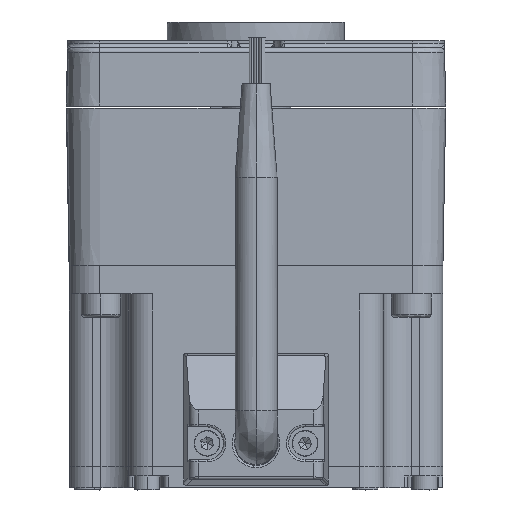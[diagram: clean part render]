
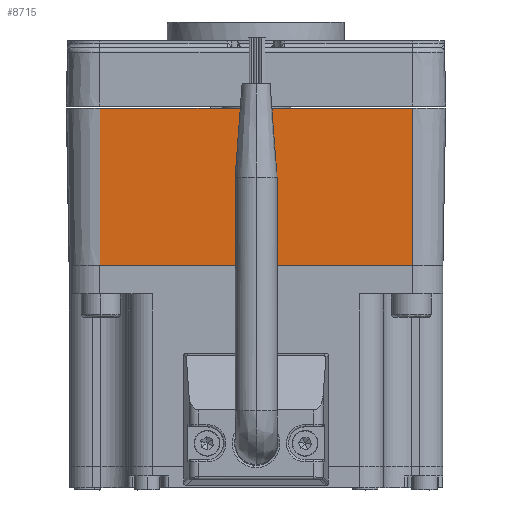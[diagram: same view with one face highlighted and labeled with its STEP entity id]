
A CAD part, left-side view. The second image highlights one B-rep face of the part: STEP entity #8715.
In plain terms, the highlighted face is planar.
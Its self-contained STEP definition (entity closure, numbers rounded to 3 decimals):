
#4133 = VERTEX_POINT ( 'NONE', #5216 ) ;
#4181 = VERTEX_POINT ( 'NONE', #5168 ) ;
#4198 = VERTEX_POINT ( 'NONE', #5155 ) ;
#4199 = VERTEX_POINT ( 'NONE', #5150 ) ;
#5150 = CARTESIAN_POINT ( 'NONE',  ( 7.853, 0.574, -52.249 ) ) ;
#5155 = CARTESIAN_POINT ( 'NONE',  ( 7.852, -0.015, -18.499 ) ) ;
#5168 = CARTESIAN_POINT ( 'NONE',  ( 74.852, 0.574, -52.249 ) ) ;
#5216 = CARTESIAN_POINT ( 'NONE',  ( 74.853, -0.015, -18.499 ) ) ;
#6744 = EDGE_CURVE ( 'NONE', #4133, #4181, #21712, .T. ) ;
#6909 = EDGE_CURVE ( 'NONE', #4199, #4198, #10843, .T. ) ;
#6929 = EDGE_CURVE ( 'NONE', #4199, #4181, #21755, .T. ) ;
#6978 = EDGE_CURVE ( 'NONE', #4198, #4133, #21770, .T. ) ;
#8715 = ADVANCED_FACE ( 'NONE', ( #29231 ), #35595, .T. ) ;
#10690 = VECTOR ( 'NONE', #15760, 1000. ) ;
#10843 = B_SPLINE_CURVE_WITH_KNOTS ( 'NONE', 3,
 ( #18144, #18145, #18146, #18147 ),
 .UNSPECIFIED., .F., .F.,
 ( 4, 4 ),
 ( 0., 1. ),
 .UNSPECIFIED. ) ;
#15759 = CARTESIAN_POINT ( 'NONE',  ( 75.586, -8705.985, 499000. ) ) ;
#15760 = DIRECTION ( 'NONE',  ( 0., 0.017, -1. ) ) ;
#18144 = CARTESIAN_POINT ( 'NONE',  ( 7.853, 0.574, -52.249 ) ) ;
#18145 = CARTESIAN_POINT ( 'NONE',  ( 7.853, 0.377, -40.999 ) ) ;
#18146 = CARTESIAN_POINT ( 'NONE',  ( 7.852, 0.181, -29.749 ) ) ;
#18147 = CARTESIAN_POINT ( 'NONE',  ( 7.852, -0.015, -18.499 ) ) ;
#18269 = CARTESIAN_POINT ( 'NONE',  ( 7.853, 0.574, -52.249 ) ) ;
#18270 = DIRECTION ( 'NONE',  ( 1., 0., 0. ) ) ;
#18399 = VECTOR ( 'NONE', #18270, 1000. ) ;
#18420 = VECTOR ( 'NONE', #19517, 1000. ) ;
#19057 = EDGE_LOOP ( 'NONE', ( #25102, #25104, #25106, #25098 ) ) ;
#19515 = CARTESIAN_POINT ( 'NONE',  ( 7.852, -0.015, -18.499 ) ) ;
#19517 = DIRECTION ( 'NONE',  ( 1., 0., 0. ) ) ;
#21712 = LINE ( 'NONE', #15759, #10690 ) ;
#21755 = LINE ( 'NONE', #18269, #18399 ) ;
#21770 = LINE ( 'NONE', #19515, #18420 ) ;
#25098 = ORIENTED_EDGE ( 'NONE', *, *, #6929, .F. ) ;
#25102 = ORIENTED_EDGE ( 'NONE', *, *, #6909, .T. ) ;
#25104 = ORIENTED_EDGE ( 'NONE', *, *, #6978, .T. ) ;
#25106 = ORIENTED_EDGE ( 'NONE', *, *, #6744, .T. ) ;
#29231 = FACE_OUTER_BOUND ( 'NONE', #19057, .T. ) ;
#34822 = AXIS2_PLACEMENT_3D ( 'NONE', #35596, #35597, #35598 ) ;
#35595 = PLANE ( 'NONE',  #34822 ) ;
#35596 = CARTESIAN_POINT ( 'NONE',  ( 41.353, 0.279, -35.374 ) ) ;
#35597 = DIRECTION ( 'NONE',  ( 0., 1., 0.017 ) ) ;
#35598 = DIRECTION ( 'NONE',  ( 0., -0.017, 1. ) ) ;
